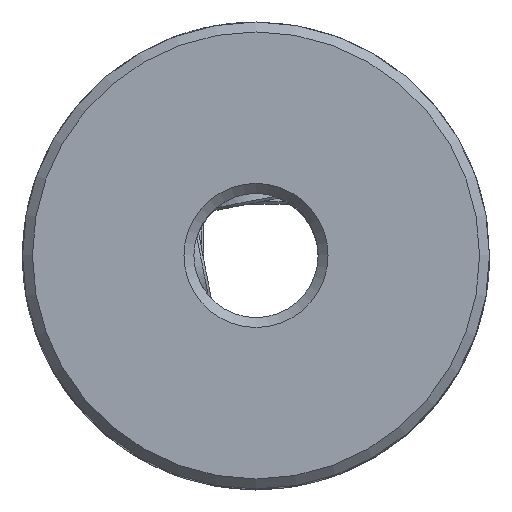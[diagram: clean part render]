
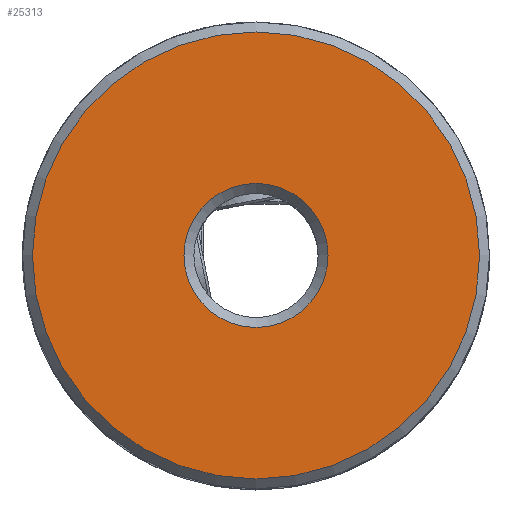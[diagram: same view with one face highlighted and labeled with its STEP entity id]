
A CAD part, top view. The second image highlights one B-rep face of the part: STEP entity #25313.
In plain terms, the highlighted planar face has unit normal (0, 0, 1).
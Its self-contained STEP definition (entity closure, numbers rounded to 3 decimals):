
#2804 = CONICAL_SURFACE('',#2805,9.4,0.785);
#2805 = AXIS2_PLACEMENT_3D('',#2806,#2807,#2808);
#2806 = CARTESIAN_POINT('',(0.,0.,24.3));
#2807 = DIRECTION('',(-0.,-0.,-1.));
#2808 = DIRECTION('',(1.,0.,0.));
#3306 = VERTEX_POINT('',#3307);
#3307 = CARTESIAN_POINT('',(9.,0.,24.7));
#3328 = EDGE_CURVE('',#3306,#3306,#3329,.T.);
#3329 = SURFACE_CURVE('',#3330,(#3335,#3342),.PCURVE_S1.);
#3330 = CIRCLE('',#3331,9.);
#3331 = AXIS2_PLACEMENT_3D('',#3332,#3333,#3334);
#3332 = CARTESIAN_POINT('',(0.,0.,24.7));
#3333 = DIRECTION('',(0.,0.,1.));
#3334 = DIRECTION('',(1.,0.,0.));
#3335 = PCURVE('',#2804,#3336);
#3336 = DEFINITIONAL_REPRESENTATION('',(#3337),#3341);
#3337 = LINE('',#3338,#3339);
#3338 = CARTESIAN_POINT('',(-0.,-0.4));
#3339 = VECTOR('',#3340,1.);
#3340 = DIRECTION('',(-1.,-0.));
#3341 = ( GEOMETRIC_REPRESENTATION_CONTEXT(2) 
PARAMETRIC_REPRESENTATION_CONTEXT() REPRESENTATION_CONTEXT('2D SPACE',''
  ) );
#3342 = PCURVE('',#3343,#3348);
#3343 = PLANE('',#3344);
#3344 = AXIS2_PLACEMENT_3D('',#3345,#3346,#3347);
#3345 = CARTESIAN_POINT('',(0.,0.,24.7));
#3346 = DIRECTION('',(0.,0.,1.));
#3347 = DIRECTION('',(1.,0.,0.));
#3348 = DEFINITIONAL_REPRESENTATION('',(#3349),#3353);
#3349 = CIRCLE('',#3350,9.);
#3350 = AXIS2_PLACEMENT_2D('',#3351,#3352);
#3351 = CARTESIAN_POINT('',(0.,0.));
#3352 = DIRECTION('',(1.,0.));
#3353 = ( GEOMETRIC_REPRESENTATION_CONTEXT(2) 
PARAMETRIC_REPRESENTATION_CONTEXT() REPRESENTATION_CONTEXT('2D SPACE',''
  ) );
#25313 = ADVANCED_FACE('',(#25314,#25317),#3343,.T.);
#25314 = FACE_BOUND('',#25315,.T.);
#25315 = EDGE_LOOP('',(#25316));
#25316 = ORIENTED_EDGE('',*,*,#3328,.T.);
#25317 = FACE_BOUND('',#25318,.T.);
#25318 = EDGE_LOOP('',(#25319));
#25319 = ORIENTED_EDGE('',*,*,#25320,.F.);
#25320 = EDGE_CURVE('',#25321,#25321,#25323,.T.);
#25321 = VERTEX_POINT('',#25322);
#25322 = CARTESIAN_POINT('',(2.9,0.,24.7));
#25323 = SURFACE_CURVE('',#25324,(#25329,#25336),.PCURVE_S1.);
#25324 = CIRCLE('',#25325,2.9);
#25325 = AXIS2_PLACEMENT_3D('',#25326,#25327,#25328);
#25326 = CARTESIAN_POINT('',(0.,0.,24.7));
#25327 = DIRECTION('',(0.,0.,1.));
#25328 = DIRECTION('',(1.,0.,0.));
#25329 = PCURVE('',#3343,#25330);
#25330 = DEFINITIONAL_REPRESENTATION('',(#25331),#25335);
#25331 = CIRCLE('',#25332,2.9);
#25332 = AXIS2_PLACEMENT_2D('',#25333,#25334);
#25333 = CARTESIAN_POINT('',(0.,0.));
#25334 = DIRECTION('',(1.,0.));
#25335 = ( GEOMETRIC_REPRESENTATION_CONTEXT(2) 
PARAMETRIC_REPRESENTATION_CONTEXT() REPRESENTATION_CONTEXT('2D SPACE',''
  ) );
#25336 = PCURVE('',#25337,#25342);
#25337 = CONICAL_SURFACE('',#25338,2.5,0.785);
#25338 = AXIS2_PLACEMENT_3D('',#25339,#25340,#25341);
#25339 = CARTESIAN_POINT('',(0.,0.,24.3));
#25340 = DIRECTION('',(0.,0.,1.));
#25341 = DIRECTION('',(1.,0.,0.));
#25342 = DEFINITIONAL_REPRESENTATION('',(#25343),#25347);
#25343 = LINE('',#25344,#25345);
#25344 = CARTESIAN_POINT('',(-0.,0.4));
#25345 = VECTOR('',#25346,1.);
#25346 = DIRECTION('',(1.,-0.));
#25347 = ( GEOMETRIC_REPRESENTATION_CONTEXT(2) 
PARAMETRIC_REPRESENTATION_CONTEXT() REPRESENTATION_CONTEXT('2D SPACE',''
  ) );
